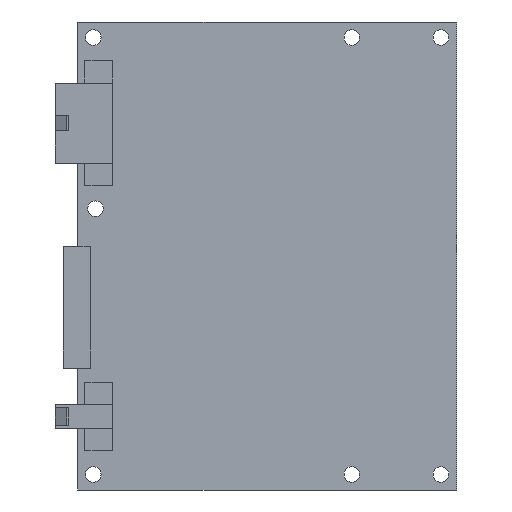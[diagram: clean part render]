
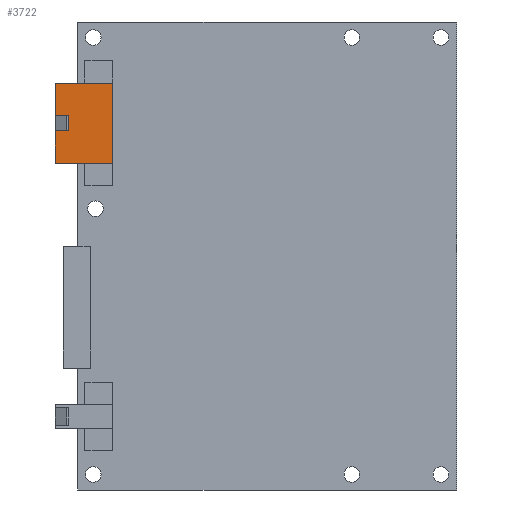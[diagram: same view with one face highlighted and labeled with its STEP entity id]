
A CAD part, front view. The second image highlights one B-rep face of the part: STEP entity #3722.
In plain terms, the highlighted planar face has unit normal (0, -1, 0).
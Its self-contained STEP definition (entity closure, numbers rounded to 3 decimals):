
#2185=CARTESIAN_POINT('POINT145',(-8.5,-11.6,77.1));
#2186=VERTEX_POINT('VERTEX145',#2185);
#2194=CARTESIAN_POINT('POINT146',(-8.5,-11.6,80.5));
#2195=VERTEX_POINT('VERTEX146',#2194);
#2202=CARTESIAN_POINT('POS267',(-8.5,-11.6,78.8));
#2203=DIRECTION('DIR339',(0.,0.,-1.));
#2204=VECTOR('VEC195',#2203,1.);
#2205=LINE('STRAIGHT195',#2202,#2204);
#3343=CARTESIAN_POINT('POINT197',(-5.5,-11.6,77.1));
#3344=VERTEX_POINT('VERTEX197',#3343);
#3351=CARTESIAN_POINT('POINT198',(-5.5,-11.6,80.5));
#3352=VERTEX_POINT('VERTEX198',#3351);
#3353=CARTESIAN_POINT('POS411',(-5.5,-11.6,79.65));
#3354=DIRECTION('DIR530',(0.,0.,-1.));
#3355=VECTOR('VEC292',#3354,1.);
#3356=LINE('STRAIGHT292',#3353,#3355);
#3357=EDGE_CURVE('EDGE292',#3352,#3344,#3356,.T.);
#3374=CARTESIAN_POINT('POS414',(-4.421,-11.6,
   80.5));
#3375=DIRECTION('DIR534',(1.,0.,0.));
#3376=VECTOR('VEC294',#3375,1.);
#3377=LINE('STRAIGHT294',#3374,#3376);
#3378=EDGE_CURVE('EDGE294',#2195,#3352,#3377,.T.);
#3392=CARTESIAN_POINT('POS416',(-4.421,-11.6,
   77.1));
#3393=DIRECTION('DIR537',(-1.,0.,0.));
#3394=VECTOR('VEC295',#3393,1.);
#3395=LINE('STRAIGHT295',#3392,#3394);
#3396=EDGE_CURVE('EDGE295',#3344,#2186,#3395,.T.);
#3456=CARTESIAN_POINT('POINT199',(-8.5,-11.6,87.8));
#3457=VERTEX_POINT('VERTEX199',#3456);
#3474=CARTESIAN_POINT('POINT202',(-8.5,-11.6,69.8));
#3475=VERTEX_POINT('VERTEX202',#3474);
#3482=EDGE_CURVE('EDGE299',#2186,#3475,#2205,.T.);
#3485=EDGE_CURVE('EDGE300',#3457,#2195,#2205,.T.);
#3688=ORIENTED_EDGE('COEDGE613',*,*,#3396,.T.);
#3689=ORIENTED_EDGE('COEDGE614',*,*,#3482,.T.);
#3690=CARTESIAN_POINT('POINT215',(4.3,-11.6,69.8));
#3691=VERTEX_POINT('VERTEX215',#3690);
#3692=CARTESIAN_POINT('POS443',(-2.1,-11.6,69.8));
#3693=DIRECTION('DIR572',(1.,0.,0.));
#3694=VECTOR('VEC314',#3693,1.);
#3695=LINE('STRAIGHT314',#3692,#3694);
#3696=EDGE_CURVE('EDGE318',#3475,#3691,#3695,.T.);
#3697=ORIENTED_EDGE('COEDGE615',*,*,#3696,.T.);
#3698=CARTESIAN_POINT('POINT216',(4.3,-11.6,87.8));
#3699=VERTEX_POINT('VERTEX216',#3698);
#3700=CARTESIAN_POINT('POS444',(4.3,-11.6,78.8));
#3701=DIRECTION('DIR573',(0.,0.,1.));
#3702=VECTOR('VEC315',#3701,1.);
#3703=LINE('STRAIGHT315',#3700,#3702);
#3704=EDGE_CURVE('EDGE319',#3691,#3699,#3703,.T.);
#3705=ORIENTED_EDGE('COEDGE616',*,*,#3704,.T.);
#3706=CARTESIAN_POINT('POS445',(-2.1,-11.6,87.8));
#3707=DIRECTION('DIR574',(-1.,0.,0.));
#3708=VECTOR('VEC316',#3707,1.);
#3709=LINE('STRAIGHT316',#3706,#3708);
#3710=EDGE_CURVE('EDGE320',#3699,#3457,#3709,.T.);
#3711=ORIENTED_EDGE('COEDGE617',*,*,#3710,.T.);
#3712=ORIENTED_EDGE('COEDGE618',*,*,#3485,.T.);
#3713=ORIENTED_EDGE('COEDGE619',*,*,#3378,.T.);
#3714=ORIENTED_EDGE('COEDGE620',*,*,#3357,.T.);
#3715=EDGE_LOOP('NONE',(#3688,#3689,#3697,#3705,#3711,#3712,#3713,#3714)
   );
#3716=FACE_BOUND('LOOP1',#3715,.T.);
#3717=CARTESIAN_POINT('POS446',(-2.1,-11.6,78.8));
#3718=DIRECTION('DIR575',(0.,-1.,0.));
#3719=DIRECTION('DIR576',(1.,0.,0.));
#3720=AXIS2_PLACEMENT_3D('AXIS130',#3717,#3718,#3719);
#3721=PLANE('PLANE130',#3720);
#3722=ADVANCED_FACE('FACE130',(#3716),#3721,.T.);
